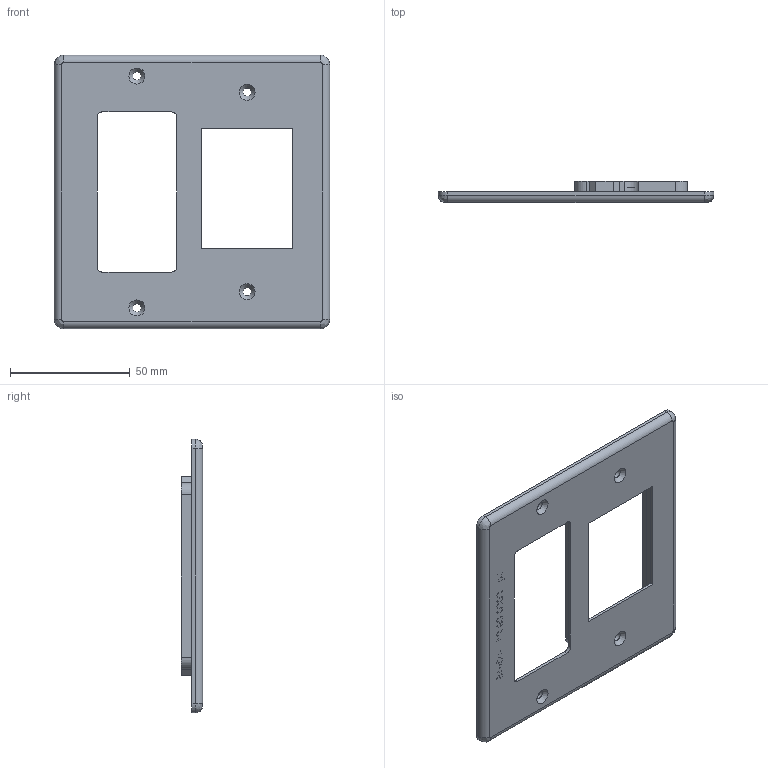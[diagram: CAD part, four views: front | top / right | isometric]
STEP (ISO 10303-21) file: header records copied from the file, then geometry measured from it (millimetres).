
FILE_DESCRIPTION(/* description */ (''),/* implementation_level */ '2;1');
FILE_NAME(/* name */ 'plate.step',/* time_stamp */ '2020-09-30T16:05:30-07:00',/* author */ (''),/* organization */ (''),/* preprocessor_version */ 'ST-DEVELOPER v18.1',/* originating_system */ 'Autodesk Translation Framework v9.3.0.1241',/* authorisation */ '');
FILE_SCHEMA (('AUTOMOTIVE_DESIGN { 1 0 10303 214 3 1 1 }'));
Length unit declared in the file: millimetre
Products named in the file (1): plate-mk2
Bounding box: 114.9 x 8.85 x 114.3 mm (x, y, z)
Volume: 20001.5 mm3; surface area: 25599.9 mm2
Topology: 1 solids, 1 shells, 484 faces, 1323 edges, 876 vertices
Faces by surface type: bspline 244, plane 195, cylinder 41, cone 4
Full cylindrical faces by diameter (mm): 3 x4, 3.5 x4, 7.5 x2
Entity records: 17525 total; most frequent: CARTESIAN_POINT 6796, ORIENTED_EDGE 2646, DIRECTION 1423, EDGE_CURVE 1323, VERTEX_POINT 876, LINE 745, VECTOR 745, EDGE_LOOP 532
